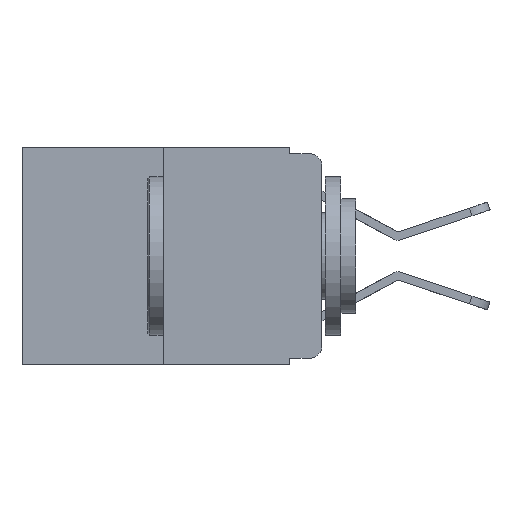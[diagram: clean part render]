
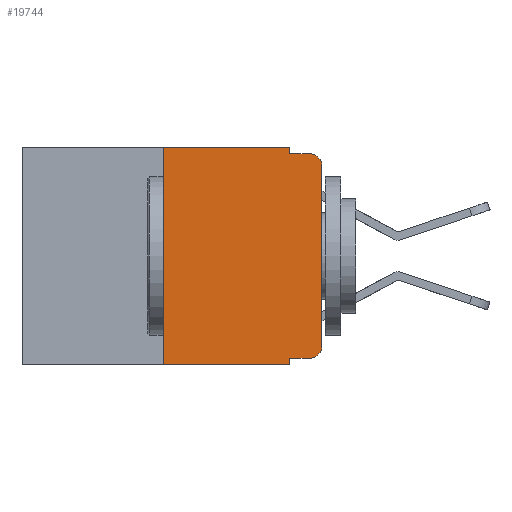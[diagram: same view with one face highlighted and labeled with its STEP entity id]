
A CAD part, left-side view. The second image highlights one B-rep face of the part: STEP entity #19744.
In plain terms, the highlighted planar face has unit normal (-1, 0, 0).
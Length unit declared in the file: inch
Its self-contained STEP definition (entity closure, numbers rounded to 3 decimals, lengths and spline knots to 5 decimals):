
#399 = EDGE_CURVE ( 'NONE', #1563, #930, #1089, .T. ) ;
#452 = ORIENTED_EDGE ( 'NONE', *, *, #11137, .T. ) ;
#626 = ORIENTED_EDGE ( 'NONE', *, *, #7205, .T. ) ;
#873 = VERTEX_POINT ( 'NONE', #4859 ) ;
#886 = CARTESIAN_POINT ( 'NONE',  ( 0., 0.051, -0.01 ) ) ;
#930 = VERTEX_POINT ( 'NONE', #886 ) ;
#1043 = ORIENTED_EDGE ( 'NONE', *, *, #5877, .F. ) ;
#1089 = LINE ( 'NONE', #16693, #25366 ) ;
#1099 = DIRECTION ( 'NONE',  ( 0., -1., 0. ) ) ;
#1112 = ORIENTED_EDGE ( 'NONE', *, *, #399, .F. ) ;
#1463 = ORIENTED_EDGE ( 'NONE', *, *, #3218, .F. ) ;
#1534 = ORIENTED_EDGE ( 'NONE', *, *, #23381, .F. ) ;
#1563 = VERTEX_POINT ( 'NONE', #19204 ) ;
#1673 = CARTESIAN_POINT ( 'NONE',  ( 0., 0.02, -0.03 ) ) ;
#1700 = ORIENTED_EDGE ( 'NONE', *, *, #7927, .T. ) ;
#2145 = VECTOR ( 'NONE', #6882, 39.37008 ) ;
#2163 = ORIENTED_EDGE ( 'NONE', *, *, #22133, .F. ) ;
#2429 = CARTESIAN_POINT ( 'NONE',  ( 0., 0., -0.03 ) ) ;
#2470 = ORIENTED_EDGE ( 'NONE', *, *, #15564, .T. ) ;
#2569 = ORIENTED_EDGE ( 'NONE', *, *, #14258, .T. ) ;
#3218 = EDGE_CURVE ( 'NONE', #6994, #1563, #10064, .T. ) ;
#3753 = DIRECTION ( 'NONE',  ( 0., 0., -1. ) ) ;
#3760 = LINE ( 'NONE', #16189, #19456 ) ;
#3986 = VECTOR ( 'NONE', #4684, 39.37008 ) ;
#4436 = DIRECTION ( 'NONE',  ( 0., 0., 1. ) ) ;
#4684 = DIRECTION ( 'NONE',  ( 0., -1., 0. ) ) ;
#4730 = AXIS2_PLACEMENT_3D ( 'NONE', #1673, #15525, #3753 ) ;
#4802 = CARTESIAN_POINT ( 'NONE',  ( 0., 0.25, 0. ) ) ;
#4859 = CARTESIAN_POINT ( 'NONE',  ( 0., 0.051, -0.333 ) ) ;
#5877 = EDGE_CURVE ( 'NONE', #930, #8653, #19415, .T. ) ;
#6122 = CARTESIAN_POINT ( 'NONE',  ( 0., 0.473, 0. ) ) ;
#6882 = DIRECTION ( 'NONE',  ( 0., 0., 1. ) ) ;
#6970 = CARTESIAN_POINT ( 'NONE',  ( 0., 0.02, -0.313 ) ) ;
#6994 = VERTEX_POINT ( 'NONE', #20777 ) ;
#7190 = LINE ( 'NONE', #17595, #21594 ) ;
#7205 = EDGE_CURVE ( 'NONE', #9537, #8653, #8300, .T. ) ;
#7334 = LINE ( 'NONE', #23398, #17158 ) ;
#7367 = VERTEX_POINT ( 'NONE', #10124 ) ;
#7927 = EDGE_CURVE ( 'NONE', #7367, #11766, #7334, .T. ) ;
#8300 = CIRCLE ( 'NONE', #4730, 0.02 ) ;
#8653 = VERTEX_POINT ( 'NONE', #11280 ) ;
#8715 = CIRCLE ( 'NONE', #10597, 0.02 ) ;
#8947 = DIRECTION ( 'NONE',  ( 0., 0., -1. ) ) ;
#8995 = VECTOR ( 'NONE', #1099, 39.37008 ) ;
#9123 = VERTEX_POINT ( 'NONE', #15134 ) ;
#9537 = VERTEX_POINT ( 'NONE', #2429 ) ;
#9761 = DIRECTION ( 'NONE',  ( 0., 0., -1. ) ) ;
#10064 = LINE ( 'NONE', #18702, #24966 ) ;
#10068 = DIRECTION ( 'NONE',  ( 0., 0., -1. ) ) ;
#10124 = CARTESIAN_POINT ( 'NONE',  ( 0., 0.25, -0.343 ) ) ;
#10300 = VERTEX_POINT ( 'NONE', #24411 ) ;
#10597 = AXIS2_PLACEMENT_3D ( 'NONE', #6970, #20690, #8947 ) ;
#10703 = FACE_OUTER_BOUND ( 'NONE', #23117, .T. ) ;
#11137 = EDGE_CURVE ( 'NONE', #10300, #9537, #3760, .T. ) ;
#11280 = CARTESIAN_POINT ( 'NONE',  ( 0., 0.02, -0.01 ) ) ;
#11766 = VERTEX_POINT ( 'NONE', #23792 ) ;
#12639 = DIRECTION ( 'NONE',  ( 0., 0., -1. ) ) ;
#14258 = EDGE_CURVE ( 'NONE', #9123, #10300, #8715, .T. ) ;
#15134 = CARTESIAN_POINT ( 'NONE',  ( 0., 0.02, -0.333 ) ) ;
#15525 = DIRECTION ( 'NONE',  ( -1., 0., 0. ) ) ;
#15564 = EDGE_CURVE ( 'NONE', #873, #9123, #19061, .T. ) ;
#16189 = CARTESIAN_POINT ( 'NONE',  ( 0., 0., 0. ) ) ;
#16427 = CARTESIAN_POINT ( 'NONE',  ( 0., 0.051, -0.333 ) ) ;
#16693 = CARTESIAN_POINT ( 'NONE',  ( 0., 0.051, 0. ) ) ;
#16878 = CARTESIAN_POINT ( 'NONE',  ( 0., 0.051, -0.01 ) ) ;
#17158 = VECTOR ( 'NONE', #25304, 39.37008 ) ;
#17595 = CARTESIAN_POINT ( 'NONE',  ( 0., 0.051, 0. ) ) ;
#18044 = AXIS2_PLACEMENT_3D ( 'NONE', #6122, #21791, #10068 ) ;
#18702 = CARTESIAN_POINT ( 'NONE',  ( 0., 0.473, 0. ) ) ;
#18842 = DIRECTION ( 'NONE',  ( 0., -1., 0. ) ) ;
#19061 = LINE ( 'NONE', #16427, #3986 ) ;
#19204 = CARTESIAN_POINT ( 'NONE',  ( 0., 0.051, 0. ) ) ;
#19415 = LINE ( 'NONE', #16878, #8995 ) ;
#19456 = VECTOR ( 'NONE', #4436, 39.37008 ) ;
#19744 = ADVANCED_FACE ( 'NONE', ( #10703 ), #19867, .F. ) ;
#19867 = PLANE ( 'NONE',  #18044 ) ;
#20690 = DIRECTION ( 'NONE',  ( -1., 0., 0. ) ) ;
#20777 = CARTESIAN_POINT ( 'NONE',  ( 0., 0.25, 0. ) ) ;
#21594 = VECTOR ( 'NONE', #9761, 39.37008 ) ;
#21791 = DIRECTION ( 'NONE',  ( 1., 0., 0. ) ) ;
#22133 = EDGE_CURVE ( 'NONE', #873, #11766, #7190, .T. ) ;
#23055 = LINE ( 'NONE', #4802, #2145 ) ;
#23117 = EDGE_LOOP ( 'NONE', ( #452, #626, #1043, #1112, #1463, #1534, #1700, #2163, #2470, #2569 ) ) ;
#23381 = EDGE_CURVE ( 'NONE', #7367, #6994, #23055, .T. ) ;
#23398 = CARTESIAN_POINT ( 'NONE',  ( 0., 0.473, -0.343 ) ) ;
#23792 = CARTESIAN_POINT ( 'NONE',  ( 0., 0.051, -0.343 ) ) ;
#24411 = CARTESIAN_POINT ( 'NONE',  ( 0., 0., -0.313 ) ) ;
#24966 = VECTOR ( 'NONE', #18842, 39.37008 ) ;
#25304 = DIRECTION ( 'NONE',  ( 0., -1., 0. ) ) ;
#25366 = VECTOR ( 'NONE', #12639, 39.37008 ) ;
